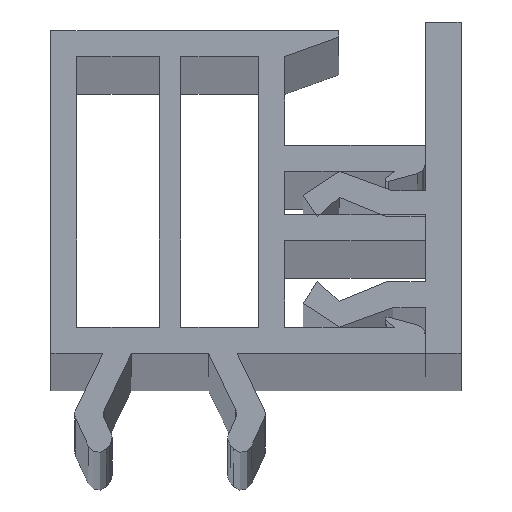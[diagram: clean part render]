
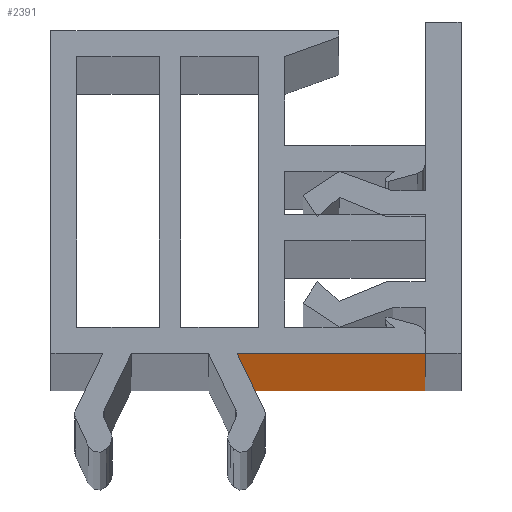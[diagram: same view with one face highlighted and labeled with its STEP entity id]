
A CAD part, top view. The second image highlights one B-rep face of the part: STEP entity #2391.
In plain terms, the highlighted planar face has unit normal (0, -1, 0).
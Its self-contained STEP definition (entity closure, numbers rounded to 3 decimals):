
#81 = VERTEX_POINT ( 'NONE', #369 ) ;
#110 = EDGE_CURVE ( 'NONE', #81, #1611, #118, .T. ) ;
#118 = LINE ( 'NONE', #227, #625 ) ;
#172 = CARTESIAN_POINT ( 'NONE',  ( 3.1, -7.45, 500. ) ) ;
#227 = CARTESIAN_POINT ( 'NONE',  ( 3.1, -7.45, 500. ) ) ;
#231 = EDGE_LOOP ( 'NONE', ( #642, #2265, #741, #518 ) ) ;
#265 = CARTESIAN_POINT ( 'NONE',  ( 3.1, -7.45, 500. ) ) ;
#369 = CARTESIAN_POINT ( 'NONE',  ( 3.1, -7.45, 500. ) ) ;
#395 = DIRECTION ( 'NONE',  ( 0., 1., 0. ) ) ;
#396 = DIRECTION ( 'NONE',  ( 1., 0., 0. ) ) ;
#479 = FACE_OUTER_BOUND ( 'NONE', #231, .T. ) ;
#518 = ORIENTED_EDGE ( 'NONE', *, *, #110, .T. ) ;
#625 = VECTOR ( 'NONE', #1489, 1000. ) ;
#642 = ORIENTED_EDGE ( 'NONE', *, *, #655, .T. ) ;
#655 = EDGE_CURVE ( 'NONE', #1611, #1806, #709, .T. ) ;
#661 = CARTESIAN_POINT ( 'NONE',  ( 11.8, -7.45, 500. ) ) ;
#693 = DIRECTION ( 'NONE',  ( 1., 0., 0. ) ) ;
#709 = LINE ( 'NONE', #1452, #2357 ) ;
#741 = ORIENTED_EDGE ( 'NONE', *, *, #1110, .F. ) ;
#885 = AXIS2_PLACEMENT_3D ( 'NONE', #172, #395, #1881 ) ;
#982 = LINE ( 'NONE', #2413, #2067 ) ;
#1087 = VECTOR ( 'NONE', #693, 1000. ) ;
#1110 = EDGE_CURVE ( 'NONE', #81, #2559, #2321, .T. ) ;
#1393 = EDGE_CURVE ( 'NONE', #2559, #1806, #982, .T. ) ;
#1405 = DIRECTION ( 'NONE',  ( 0., 0., -1. ) ) ;
#1439 = CARTESIAN_POINT ( 'NONE',  ( 11.8, -7.45, -500. ) ) ;
#1444 = PLANE ( 'NONE',  #885 ) ;
#1452 = CARTESIAN_POINT ( 'NONE',  ( 3.1, -7.45, -500. ) ) ;
#1489 = DIRECTION ( 'NONE',  ( 0., 0., -1. ) ) ;
#1611 = VERTEX_POINT ( 'NONE', #2193 ) ;
#1806 = VERTEX_POINT ( 'NONE', #1439 ) ;
#1881 = DIRECTION ( 'NONE',  ( 0., 0., 1. ) ) ;
#2067 = VECTOR ( 'NONE', #1405, 1000. ) ;
#2193 = CARTESIAN_POINT ( 'NONE',  ( 3.1, -7.45, -500. ) ) ;
#2265 = ORIENTED_EDGE ( 'NONE', *, *, #1393, .F. ) ;
#2321 = LINE ( 'NONE', #265, #1087 ) ;
#2357 = VECTOR ( 'NONE', #396, 1000. ) ;
#2391 = ADVANCED_FACE ( 'NONE', ( #479 ), #1444, .F. ) ;
#2413 = CARTESIAN_POINT ( 'NONE',  ( 11.8, -7.45, 500. ) ) ;
#2559 = VERTEX_POINT ( 'NONE', #661 ) ;
